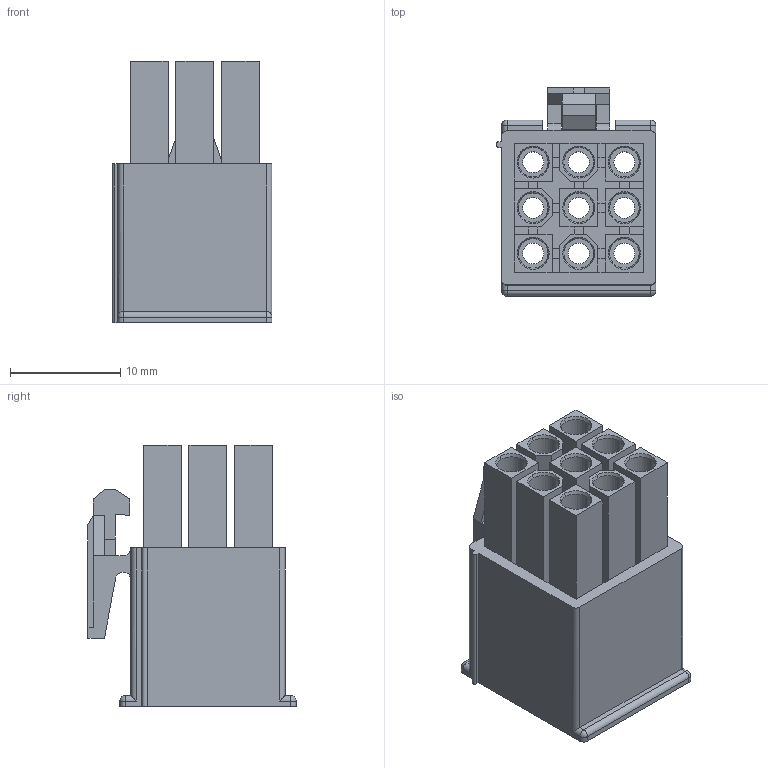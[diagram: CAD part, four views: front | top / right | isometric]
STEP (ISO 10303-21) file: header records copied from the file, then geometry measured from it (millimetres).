
FILE_DESCRIPTION( ('This file contains a STEP AP42 implementation' ,'as created by ZW3D STEP Interface translator.') ,'2;1' );
FILE_NAME( 'WF4141-3H03WX1.stp' ,'231019.154949', (''), ('ZWCAD Software Co.'), 'Version 1.0', 'ZW3D to STEP translator', '' );
FILE_SCHEMA(('AUTOMOTIVE_DESIGN { 1 0 10303 214 1 1 1 1 }'));
Length unit declared in the file: millimetre
Products named in the file (2): 0; WF4141-3H03WX1
Bounding box: 14.5 x 18.9 x 23.7 mm (x, y, z)
Volume: 2150.6 mm3; surface area: 4913.7 mm2
Topology: 1 solids, 1 shells, 524 faces, 1399 edges, 890 vertices
Faces by surface type: plane 446, cylinder 38, cone 36, sphere 4
Full cylindrical faces by diameter (mm): 1.9 x9, 2.7 x9
Entity records: 17155 total; most frequent: CARTESIAN_POINT 3660, ORIENTED_EDGE 2798, DIRECTION 2459, EDGE_CURVE 1399, VECTOR 1201, LINE 1201, VERTEX_POINT 890, AXIS2_PLACEMENT_3D 629
